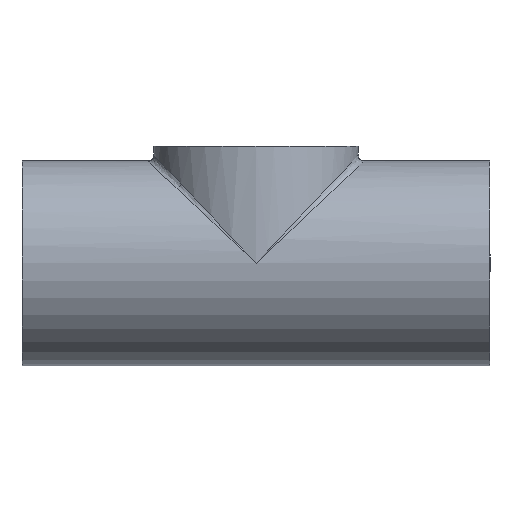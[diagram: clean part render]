
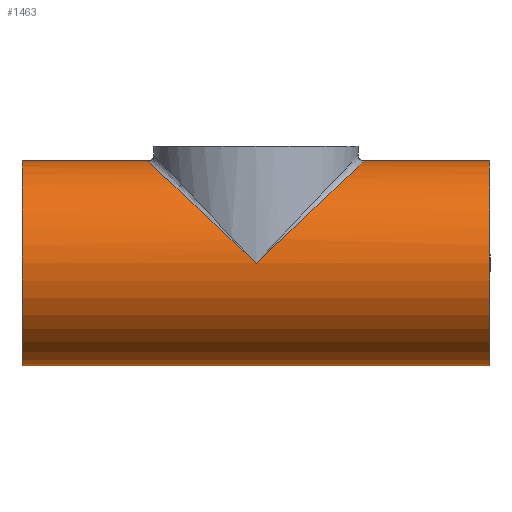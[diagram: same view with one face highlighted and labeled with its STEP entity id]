
A CAD part, front view. The second image highlights one B-rep face of the part: STEP entity #1463.
In plain terms, the highlighted cylindrical face has radius 35 mm (diameter 70 mm), a full revolution.
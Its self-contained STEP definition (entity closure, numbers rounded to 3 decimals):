
#1139=CARTESIAN_POINT('',(0.0,35.0,0.0));
#1140=VERTEX_POINT('',#1139);
#1141=CARTESIAN_POINT('',(0.0,-35.0,0.0));
#1142=VERTEX_POINT('',#1141);
#1143=CARTESIAN_POINT('',(0.0,0.0,0.0));
#1144=DIRECTION('',(0.687,0.0,0.726));
#1145=DIRECTION('',(-0.726,0.0,0.687));
#1146=AXIS2_PLACEMENT_3D('',#1143,#1144,#1145);
#1147=ELLIPSE('',#1146,50.931,35.);
#1148=EDGE_CURVE('',#1140,#1142,#1147,.T.);
#1361=CARTESIAN_POINT('',(0.0,0.0,0.0));
#1362=DIRECTION('',(-0.687,0.0,0.726));
#1363=DIRECTION('',(0.726,0.0,0.687));
#1364=AXIS2_PLACEMENT_3D('',#1361,#1362,#1363);
#1365=ELLIPSE('',#1364,50.931,35.);
#1366=EDGE_CURVE('',#1142,#1140,#1365,.T.);
#1432=CARTESIAN_POINT('',(0.0,0.0,0.0));
#1433=DIRECTION('',(-1.0,0.0,0.0));
#1434=DIRECTION('',(0.0,-1.0,0.0));
#1435=AXIS2_PLACEMENT_3D('',#1432,#1433,#1434);
#1436=CYLINDRICAL_SURFACE('',#1435,35.);
#1437=CARTESIAN_POINT('',(-80.,-35.,0.0));
#1438=VERTEX_POINT('',#1437);
#1439=CARTESIAN_POINT('',(-80.,0.0,0.0));
#1440=DIRECTION('',(-1.0,0.0,0.0));
#1441=DIRECTION('',(0.0,-1.0,0.0));
#1442=AXIS2_PLACEMENT_3D('',#1439,#1440,#1441);
#1443=CIRCLE('',#1442,35.);
#1444=EDGE_CURVE('',#1438,#1438,#1443,.T.);
#1445=ORIENTED_EDGE('',*,*,#1444,.F.);
#1446=EDGE_LOOP('',(#1445));
#1447=FACE_OUTER_BOUND('',#1446,.T.);
#1448=ORIENTED_EDGE('',*,*,#1148,.F.);
#1449=ORIENTED_EDGE('',*,*,#1366,.F.);
#1450=EDGE_LOOP('',(#1448,#1449));
#1451=FACE_BOUND('',#1450,.T.);
#1452=CARTESIAN_POINT('',(80.,-35.,0.0));
#1453=VERTEX_POINT('',#1452);
#1454=CARTESIAN_POINT('',(80.,0.0,0.0));
#1455=DIRECTION('',(-1.0,0.0,0.0));
#1456=DIRECTION('',(0.0,-1.0,0.0));
#1457=AXIS2_PLACEMENT_3D('',#1454,#1455,#1456);
#1458=CIRCLE('',#1457,35.);
#1459=EDGE_CURVE('',#1453,#1453,#1458,.T.);
#1460=ORIENTED_EDGE('',*,*,#1459,.T.);
#1461=EDGE_LOOP('',(#1460));
#1462=FACE_BOUND('',#1461,.T.);
#1463=ADVANCED_FACE('',(#1447,#1451,#1462),#1436,.T.);
